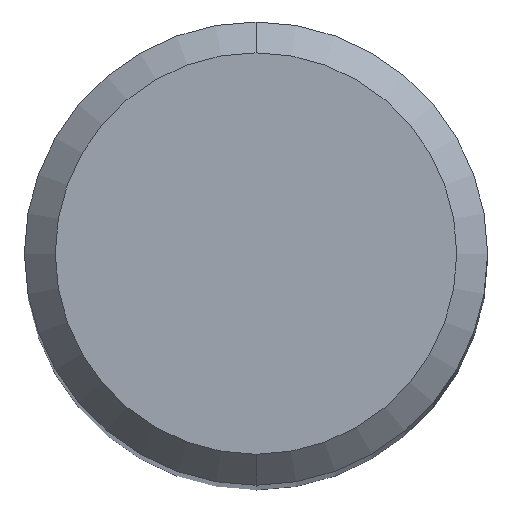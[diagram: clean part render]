
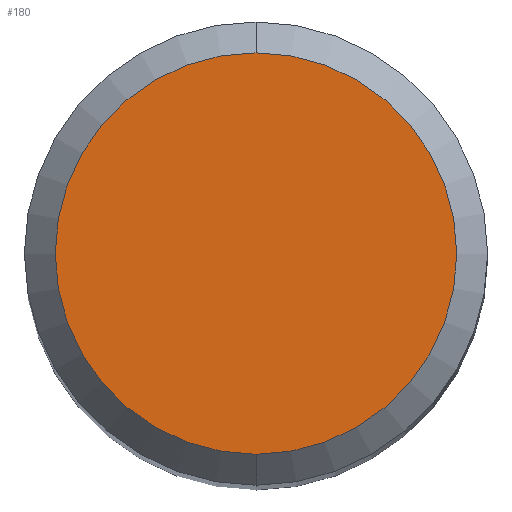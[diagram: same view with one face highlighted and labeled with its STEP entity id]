
A CAD part, top view. The second image highlights one B-rep face of the part: STEP entity #180.
In plain terms, the highlighted planar face has unit normal (0, 0, 1).
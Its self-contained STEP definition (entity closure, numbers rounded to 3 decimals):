
#120=VERTEX_POINT('',#263);
#140=EDGE_CURVE('',#120,#192,#284,.T.);
#180=ADVANCED_FACE('',(#330),#331,.T.);
#192=VERTEX_POINT('',#345);
#206=EDGE_CURVE('',#192,#120,#359,.T.);
#263=CARTESIAN_POINT('',(0.0,2.6,0.0));
#284=CIRCLE('',#443,2.6);
#330=FACE_OUTER_BOUND('',#501,.T.);
#331=PLANE('',#502);
#345=CARTESIAN_POINT('',(0.,-2.6,0.0));
#359=CIRCLE('',#538,2.6);
#443=AXIS2_PLACEMENT_3D('',#613,#614,#615);
#501=EDGE_LOOP('',(#679,#680));
#502=AXIS2_PLACEMENT_3D('',#681,#682,#683);
#538=AXIS2_PLACEMENT_3D('',#711,#712,#713);
#613=CARTESIAN_POINT('',(0.0,0.0,0.0));
#614=DIRECTION('',(0.0,0.0,-1.0));
#615=DIRECTION('',(0.0,1.0,0.0));
#679=ORIENTED_EDGE('',*,*,#140,.F.);
#680=ORIENTED_EDGE('',*,*,#206,.F.);
#681=CARTESIAN_POINT('',(0.0,1.3,0.0));
#682=DIRECTION('',(-0.0,0.0,1.0));
#683=DIRECTION('',(0.0,-1.0,0.0));
#711=CARTESIAN_POINT('',(0.0,0.0,0.0));
#712=DIRECTION('',(0.0,0.0,-1.0));
#713=DIRECTION('',(0.0,1.0,0.0));
